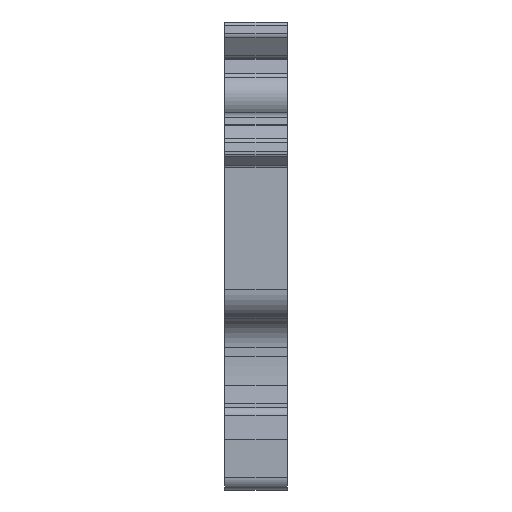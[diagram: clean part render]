
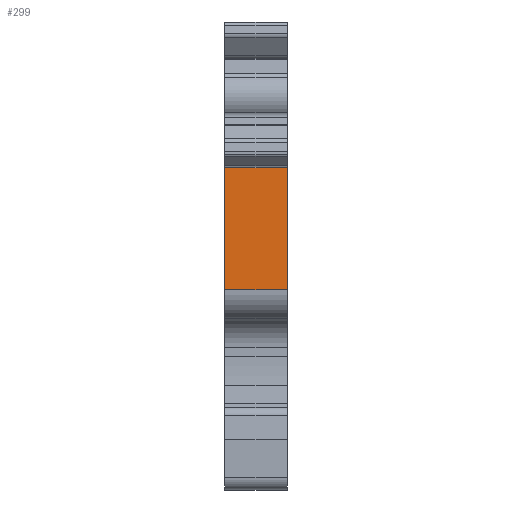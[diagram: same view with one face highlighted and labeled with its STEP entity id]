
A CAD part, left-side view. The second image highlights one B-rep face of the part: STEP entity #299.
In plain terms, the highlighted planar face has unit normal (-1, 0, 0).
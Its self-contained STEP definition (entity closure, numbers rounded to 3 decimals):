
#299 = ADVANCED_FACE ( 'NONE', ( #2079 ), #31357, .F. ) ;
#1138 = CARTESIAN_POINT ( 'NONE',  ( -40.75, 0., 18.488 ) ) ;
#1209 = EDGE_LOOP ( 'NONE', ( #35338, #14534, #42448, #42485 ) ) ;
#1246 = CARTESIAN_POINT ( 'NONE',  ( -40.75, 0., 8.734 ) ) ;
#2079 = FACE_OUTER_BOUND ( 'NONE', #1209, .T. ) ;
#5337 = DIRECTION ( 'NONE',  ( 0., 0., 1. ) ) ;
#9736 = EDGE_CURVE ( 'NONE', #42961, #25137, #22894, .T. ) ;
#9885 = CARTESIAN_POINT ( 'NONE',  ( -40.75, 0., 8.734 ) ) ;
#12233 = DIRECTION ( 'NONE',  ( 1., 0., 0. ) ) ;
#12482 = CARTESIAN_POINT ( 'NONE',  ( -40.75, 5., 18.488 ) ) ;
#13201 = CARTESIAN_POINT ( 'NONE',  ( -40.75, 5., 8.734 ) ) ;
#14534 = ORIENTED_EDGE ( 'NONE', *, *, #9736, .F. ) ;
#15934 = LINE ( 'NONE', #29181, #24381 ) ;
#17679 = VECTOR ( 'NONE', #5337, 1000. ) ;
#21378 = LINE ( 'NONE', #1246, #34503 ) ;
#21465 = EDGE_CURVE ( 'NONE', #25548, #25137, #21378, .T. ) ;
#21808 = CARTESIAN_POINT ( 'NONE',  ( -40.75, 5., 8.734 ) ) ;
#22671 = DIRECTION ( 'NONE',  ( 0., -1., 0. ) ) ;
#22894 = LINE ( 'NONE', #12482, #33404 ) ;
#24186 = DIRECTION ( 'NONE',  ( 0., 0., 1. ) ) ;
#24381 = VECTOR ( 'NONE', #22671, 1000. ) ;
#24890 = CARTESIAN_POINT ( 'NONE',  ( -40.75, 5., 18.488 ) ) ;
#25137 = VERTEX_POINT ( 'NONE', #1138 ) ;
#25457 = DIRECTION ( 'NONE',  ( 0., -1., 0. ) ) ;
#25548 = VERTEX_POINT ( 'NONE', #9885 ) ;
#26145 = DIRECTION ( 'NONE',  ( 0., -1., 0. ) ) ;
#27609 = EDGE_CURVE ( 'NONE', #29301, #25548, #15934, .T. ) ;
#29181 = CARTESIAN_POINT ( 'NONE',  ( -40.75, 5., 8.734 ) ) ;
#29301 = VERTEX_POINT ( 'NONE', #13201 ) ;
#31357 = PLANE ( 'NONE',  #39535 ) ;
#33404 = VECTOR ( 'NONE', #26145, 1000. ) ;
#34503 = VECTOR ( 'NONE', #24186, 1000. ) ;
#35338 = ORIENTED_EDGE ( 'NONE', *, *, #21465, .T. ) ;
#38305 = LINE ( 'NONE', #21808, #17679 ) ;
#39535 = AXIS2_PLACEMENT_3D ( 'NONE', #42023, #12233, #25457 ) ;
#42023 = CARTESIAN_POINT ( 'NONE',  ( -40.75, 5., 8.734 ) ) ;
#42448 = ORIENTED_EDGE ( 'NONE', *, *, #42578, .F. ) ;
#42485 = ORIENTED_EDGE ( 'NONE', *, *, #27609, .T. ) ;
#42578 = EDGE_CURVE ( 'NONE', #29301, #42961, #38305, .T. ) ;
#42961 = VERTEX_POINT ( 'NONE', #24890 ) ;
